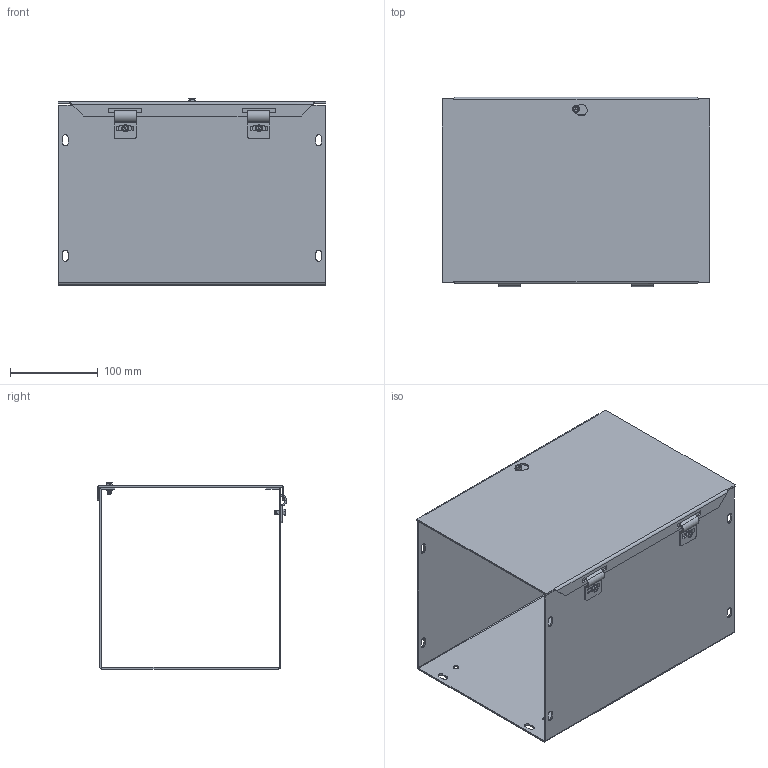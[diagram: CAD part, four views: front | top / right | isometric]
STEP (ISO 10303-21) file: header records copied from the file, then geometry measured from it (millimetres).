
FILE_DESCRIPTION(/* description */ ('HS, NK, BLR 8X8X12'),/* implementation_level */ '2;1');
FILE_NAME(/* name */ 'HS881NK.stp',/* time_stamp */ '2017-06-22T19:37:09+05:00',/* author */ ('vdas'),/* organization */ (''),/* preprocessor_version */ 'ST-DEVELOPER v16.1',/* originating_system */ 'Autodesk Inventor 2016',/* authorisation */ '');
FILE_SCHEMA (('AUTOMOTIVE_DESIGN { 1 0 10303 214 3 1 1 }'));
Length unit declared in the file: inch
Products named in the file (5): HS881NKBLR; HS881NKLID; 372141; 31816; HS881NK
Assembly tree (7 placements, depth 2):
  HS881NK
    HS881NKBLR
    HS881NKLID
    372141  x3
    31816  x2
Bounding box: 304.8 x 216.04 x 212.27 mm (x, y, z)
Volume: 503597 mm3; surface area: 543988.3 mm2
Topology: 7 solids, 7 shells, 482 faces, 1213 edges, 748 vertices
Faces by surface type: plane 252, cylinder 105, cone 81, torus 38, bspline 6
Full cylindrical faces by diameter (mm): 4.089 x3, 4.595 x24, 6.35 x4, 7.938 x3
Entity records: 9173 total; most frequent: CARTESIAN_POINT 1778, DIRECTION 1453, ORIENTED_EDGE 1428, EDGE_CURVE 714, LINE 497, VECTOR 497, AXIS2_PLACEMENT_3D 478, VERTEX_POINT 473
